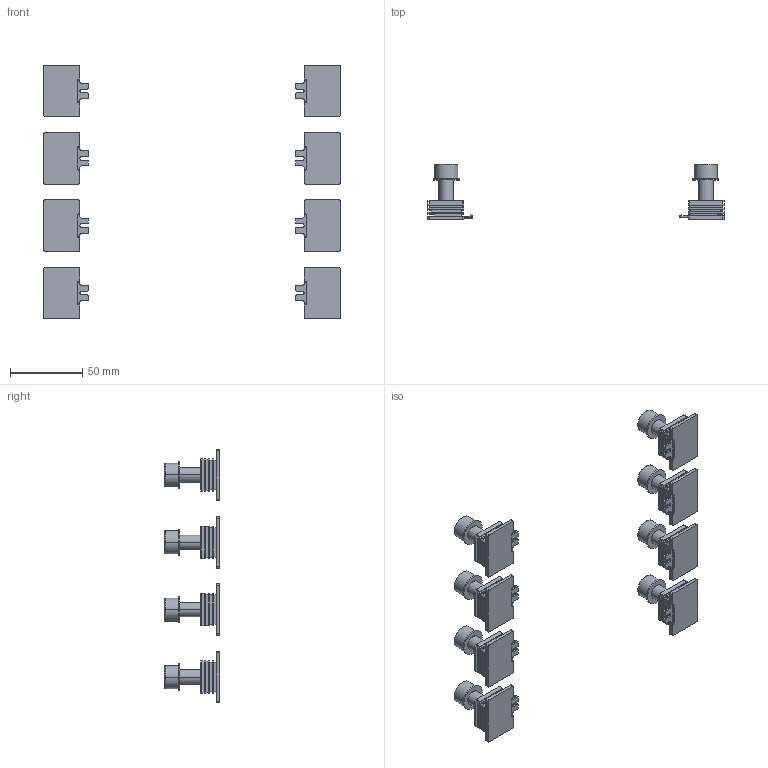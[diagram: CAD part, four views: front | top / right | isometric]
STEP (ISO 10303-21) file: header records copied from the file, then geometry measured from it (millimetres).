
FILE_DESCRIPTION((''),'2;1');
FILE_NAME('1SDH002065A1156_IGES','2020-07-21T16:09:30',('ITMADEL7'),(''),'CREO PARAMETRIC BY PTC INC, 2019030','CREO PARAMETRIC BY PTC INC, 2019030','');
FILE_SCHEMA(('AUTOMOTIVE_DESIGN { 1 0 10303 214 1 1 1 1 }'));
Length unit declared in the file: millimetre
Products named in the file (1): 1SDH002065A1156_IGES
Bounding box: 204.75 x 38.25 x 175 mm (x, y, z)
Volume: 78297.9 mm3; surface area: 54466.1 mm2
Topology: 8 solids, 16 shells, 1288 faces, 3260 edges, 2092 vertices
Faces by surface type: plane 912, cylinder 264, cone 64, torus 48
Entity records: 40030 total; most frequent: CARTESIAN_POINT 6908, ORIENTED_EDGE 6488, DIRECTION 6448, EDGE_CURVE 3244, VECTOR 2552, LINE 2552, VERTEX_POINT 2092, AXIS2_PLACEMENT_3D 1948
